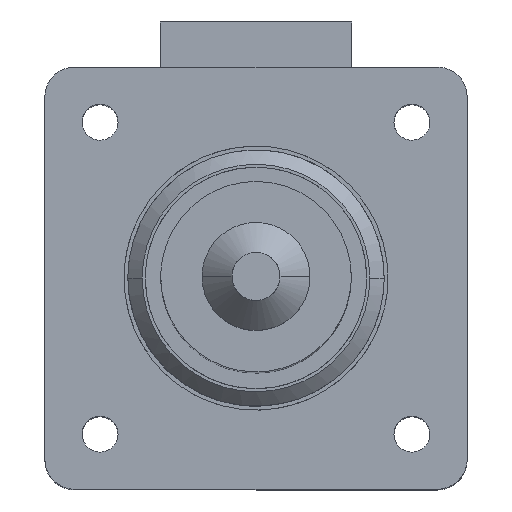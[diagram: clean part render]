
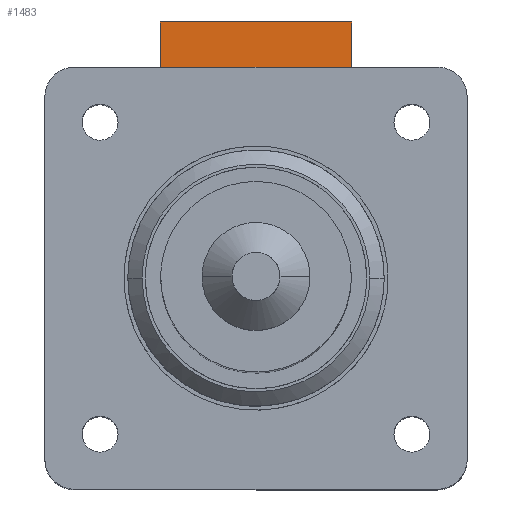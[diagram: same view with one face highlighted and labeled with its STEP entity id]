
A CAD part, top view. The second image highlights one B-rep face of the part: STEP entity #1483.
In plain terms, the highlighted free-form (B-spline) face has degree [1, 1] with [2, 2] control points.
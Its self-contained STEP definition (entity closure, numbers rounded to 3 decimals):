
#92 = CARTESIAN_POINT ( 'NONE',  ( 25.6, 39., 7. ) ) ;
#148 = VERTEX_POINT ( 'NONE', #1802 ) ;
#181 = VERTEX_POINT ( 'NONE', #374 ) ;
#289 = CARTESIAN_POINT ( 'NONE',  ( 9.6, 39., 7. ) ) ;
#374 = CARTESIAN_POINT ( 'NONE',  ( 25.6, 39., 7. ) ) ;
#575 = CARTESIAN_POINT ( 'NONE',  ( 9.6, 35.2, 7. ) ) ;
#705 = EDGE_CURVE ( 'NONE', #976, #148, #1965, .T. ) ;
#818 = ORIENTED_EDGE ( 'NONE', *, *, #2514, .T. ) ;
#849 = CARTESIAN_POINT ( 'NONE',  ( 9.6, 35.2, 7. ) ) ;
#874 = CARTESIAN_POINT ( 'NONE',  ( 9.6, 39., 7. ) ) ;
#886 = CARTESIAN_POINT ( 'NONE',  ( 25.6, 35.2, 7. ) ) ;
#976 = VERTEX_POINT ( 'NONE', #2855 ) ;
#1093 = CARTESIAN_POINT ( 'NONE',  ( 25.6, 35.2, 7. ) ) ;
#1297 = ORIENTED_EDGE ( 'NONE', *, *, #3014, .T. ) ;
#1304 = CARTESIAN_POINT ( 'NONE',  ( 25.6, 35.2, 7. ) ) ;
#1325 = EDGE_CURVE ( 'NONE', #976, #181, #2358, .T. ) ;
#1483 = ADVANCED_FACE ( 'NONE', ( #2043 ), #2087, .F. ) ;
#1513 = ORIENTED_EDGE ( 'NONE', *, *, #1325, .F. ) ;
#1582 = CARTESIAN_POINT ( 'NONE',  ( 25.6, 39., 7. ) ) ;
#1802 = CARTESIAN_POINT ( 'NONE',  ( 9.6, 35.2, 7. ) ) ;
#1965 = B_SPLINE_CURVE_WITH_KNOTS ( 'NONE', 1,
 ( #2693, #575 ),
 .UNSPECIFIED., .F., .F.,
 ( 2, 2 ),
 ( 0., 1. ),
 .UNSPECIFIED. ) ;
#2043 = FACE_OUTER_BOUND ( 'NONE', #2348, .T. ) ;
#2087 = B_SPLINE_SURFACE_WITH_KNOTS ( 'NONE', 1, 1, ( 
 ( #1304, #3007 ),
 ( #2757, #289 ) ),
 .UNSPECIFIED., .F., .F., .F.,
 ( 2, 2 ),
 ( 2, 2 ),
 ( 0., 1. ),
 ( 0., 1. ),
 .UNSPECIFIED. ) ;
#2264 = B_SPLINE_CURVE_WITH_KNOTS ( 'NONE', 1,
 ( #849, #1093 ),
 .UNSPECIFIED., .F., .F.,
 ( 2, 2 ),
 ( 0., 1. ),
 .UNSPECIFIED. ) ;
#2348 = EDGE_LOOP ( 'NONE', ( #818, #1513, #3099, #1297 ) ) ;
#2358 = B_SPLINE_CURVE_WITH_KNOTS ( 'NONE', 1,
 ( #874, #1582 ),
 .UNSPECIFIED., .F., .F.,
 ( 2, 2 ),
 ( 0., 1. ),
 .UNSPECIFIED. ) ;
#2514 = EDGE_CURVE ( 'NONE', #2617, #181, #2536, .T. ) ;
#2536 = B_SPLINE_CURVE_WITH_KNOTS ( 'NONE', 1,
 ( #2945, #92 ),
 .UNSPECIFIED., .F., .F.,
 ( 2, 2 ),
 ( 0., 1. ),
 .UNSPECIFIED. ) ;
#2617 = VERTEX_POINT ( 'NONE', #886 ) ;
#2693 = CARTESIAN_POINT ( 'NONE',  ( 9.6, 39., 7. ) ) ;
#2757 = CARTESIAN_POINT ( 'NONE',  ( 9.6, 35.2, 7. ) ) ;
#2855 = CARTESIAN_POINT ( 'NONE',  ( 9.6, 39., 7. ) ) ;
#2945 = CARTESIAN_POINT ( 'NONE',  ( 25.6, 35.2, 7. ) ) ;
#3007 = CARTESIAN_POINT ( 'NONE',  ( 25.6, 39., 7. ) ) ;
#3014 = EDGE_CURVE ( 'NONE', #148, #2617, #2264, .T. ) ;
#3099 = ORIENTED_EDGE ( 'NONE', *, *, #705, .T. ) ;
